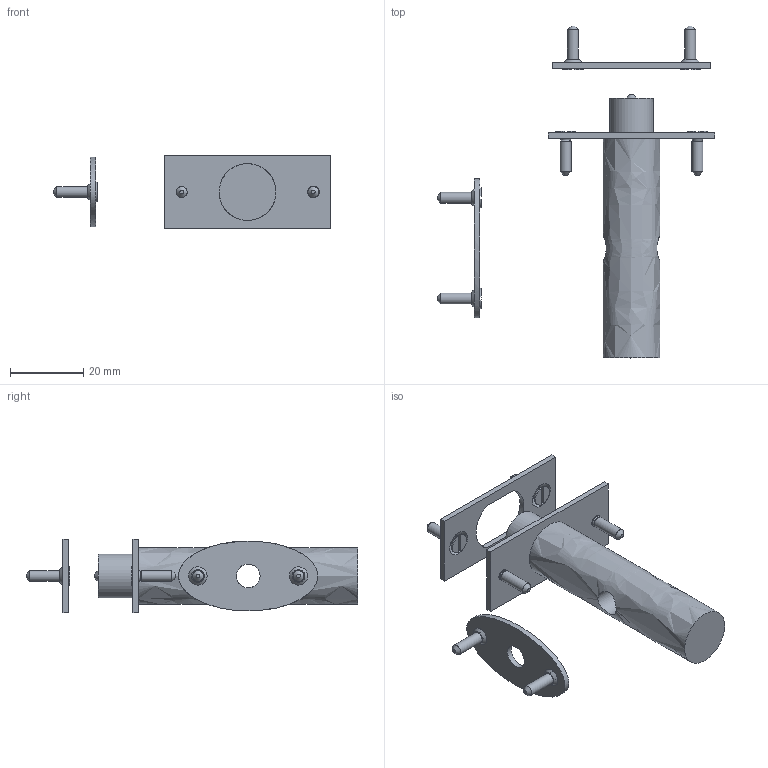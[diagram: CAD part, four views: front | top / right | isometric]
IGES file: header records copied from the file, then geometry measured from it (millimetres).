
Global section: file name: P4024; native system: Autodesk Inventor 2018; preprocessor: unknown; author: ashami; date: 20180911.114857; units: millimetre
Bounding box: 75.85 x 90.72 x 20 mm (x, y, z)
Volume: 15363.8 mm3; surface area: 9342.2 mm2
Topology: 9 solids, 9 shells, 131 faces, 328 edges, 221 vertices
Faces by surface type: bspline 131
